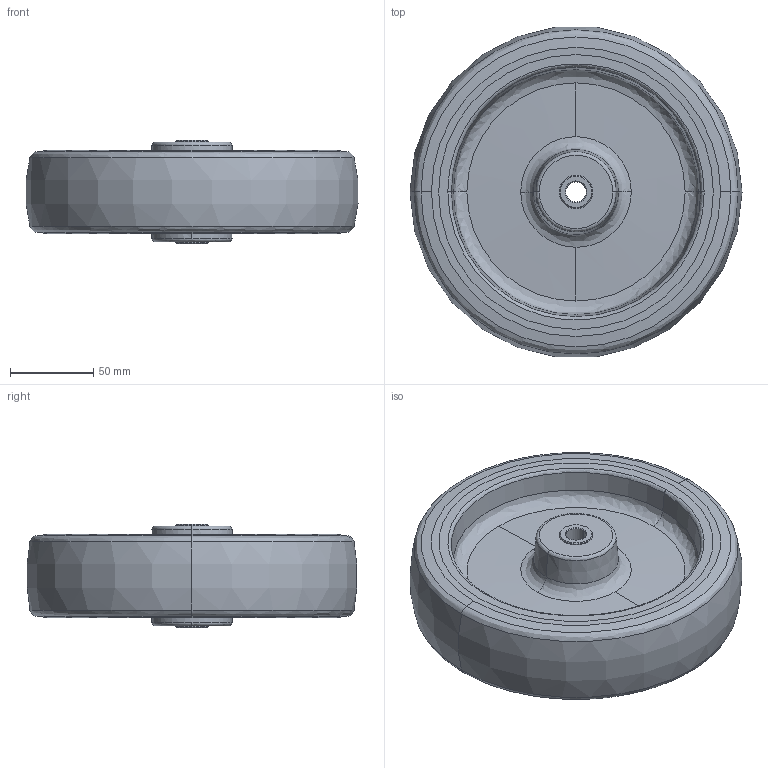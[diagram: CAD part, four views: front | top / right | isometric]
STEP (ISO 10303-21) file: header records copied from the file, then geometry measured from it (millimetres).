
FILE_DESCRIPTION (( 'STEP AP214' ), '1' );
FILE_NAME ('0056717.step', '2024-04-19T09:12:07', ( '' ), ( '' ), 'SwSTEP 2.0', 'SolidWorks 2020', '' );
FILE_SCHEMA (( 'AUTOMOTIVE_DESIGN' ));
Length unit declared in the file: millimetre
Products named in the file (1): 0056717
Bounding box: 199.4 x 197.95 x 62 mm (x, y, z)
Volume: 915810.4 mm3; surface area: 111780.5 mm2
Topology: 1 solids, 1 shells, 72 faces, 156 edges, 96 vertices
Faces by surface type: cone 24, bspline 20, cylinder 14, plane 12, torus 2
Entity records: 3181 total; most frequent: CARTESIAN_POINT 1033, DIRECTION 364, ORIENTED_EDGE 312, AXIS2_PLACEMENT_3D 163, EDGE_CURVE 156, CIRCLE 110, VERTEX_POINT 96, EDGE_LOOP 84
